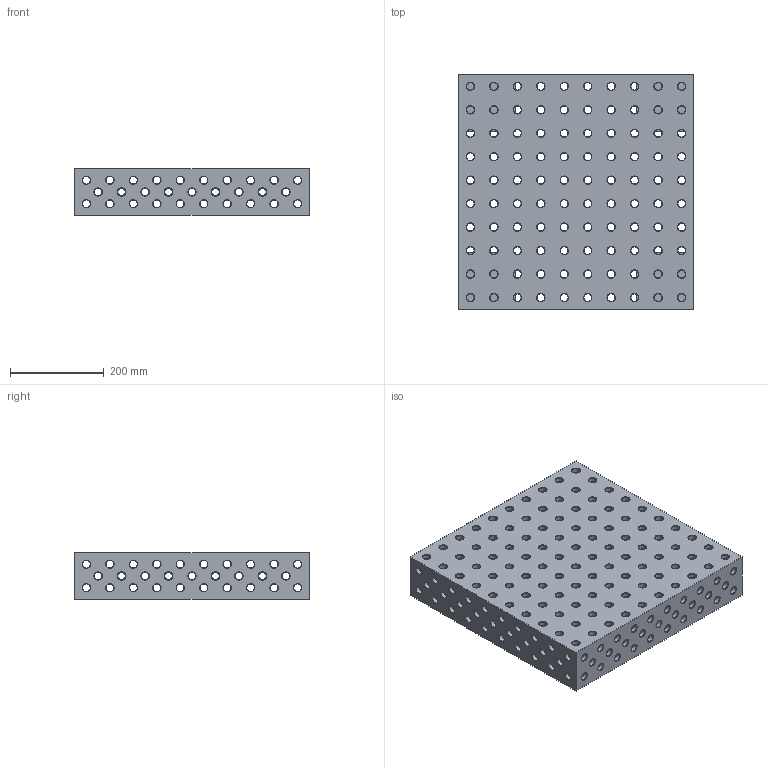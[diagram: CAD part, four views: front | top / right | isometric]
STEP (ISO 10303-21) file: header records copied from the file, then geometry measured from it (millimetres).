
FILE_DESCRIPTION(('STEP AP214'),'1');
FILE_NAME('160290.STP','2011-09-06T07:57:05',(' '),(' '),'Spatial InterOp 3D',' ',' ');
FILE_SCHEMA(('automotive_design'));
Length unit declared in the file: millimetre
Products named in the file (1): Quader
Bounding box: 500 x 500 x 100 mm (x, y, z)
Volume: 5049072.8 mm3; surface area: 991063.8 mm2
Topology: 1 solids, 1 shells, 1391 faces, 3252 edges, 1864 vertices
Faces by surface type: cone 912, cylinder 456, plane 23
Entity records: 51518 total; most frequent: DIRECTION 7860, CARTESIAN_POINT 6508, ORIENTED_EDGE 6504, EDGE_CURVE 3252, AXIS2_PLACEMENT_3D 3216, VERTEX_POINT 1864, EDGE_LOOP 1848, CIRCLE 1824
